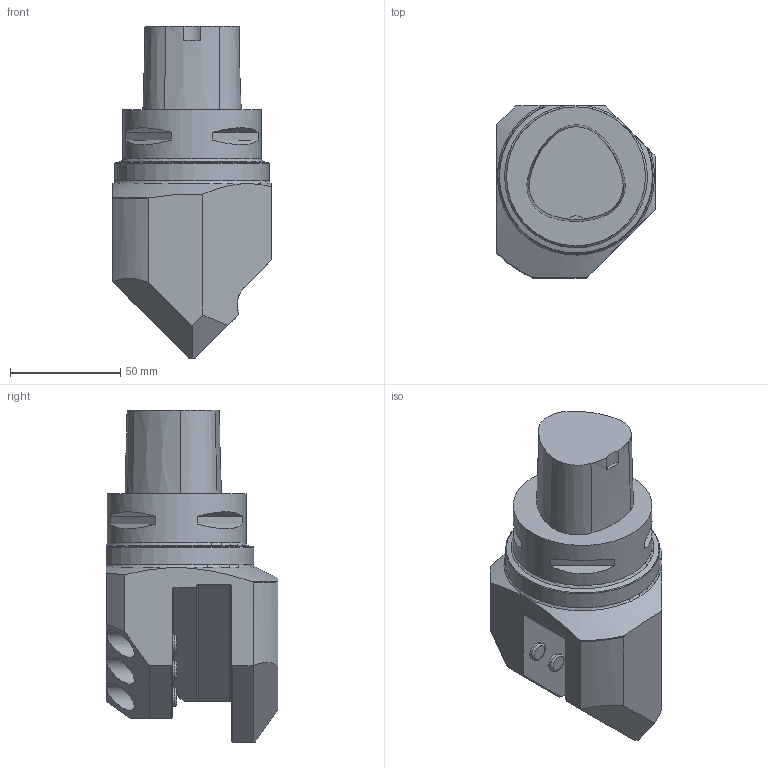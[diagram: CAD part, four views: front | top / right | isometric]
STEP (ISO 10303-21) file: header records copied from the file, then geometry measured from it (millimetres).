
FILE_DESCRIPTION(/* description */ (''),/* implementation_level */ '2;1');
FILE_NAME(/* name */ '1548326405155.stp',/* time_stamp */ '2019-01-24T16:10:22+06:00',/* author */ (''),/* organization */ ('SMS'),/* preprocessor_version */ 'ST-DEVELOPER v15',/* originating_system */ 'SIEMENS PLM Software NX 8.5',/* authorisation */ '');
FILE_SCHEMA (('AUTOMOTIVE_DESIGN { 1 0 10303 214 3 1 1 1 }'));
Length unit declared in the file: millimetre
Products named in the file (1): 200952614mod000_01
Bounding box: 72 x 78 x 150.59 mm (x, y, z)
Volume: 395598.1 mm3; surface area: 38063.8 mm2
Topology: 1 solids, 1 shells, 87 faces, 216 edges, 146 vertices
Faces by surface type: plane 53, cylinder 16, cone 11, torus 7
Full cylindrical faces by diameter (mm): 5 x1, 8.5 x3, 12.5 x3, 63 x1
Entity records: 2609 total; most frequent: CARTESIAN_POINT 554, DIRECTION 420, ORIENTED_EDGE 390, EDGE_CURVE 195, AXIS2_PLACEMENT_3D 156, VERTEX_POINT 135, EDGE_LOOP 112, LINE 108
